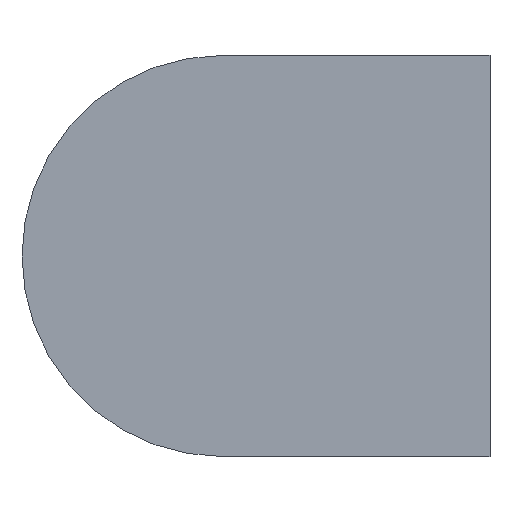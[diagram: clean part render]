
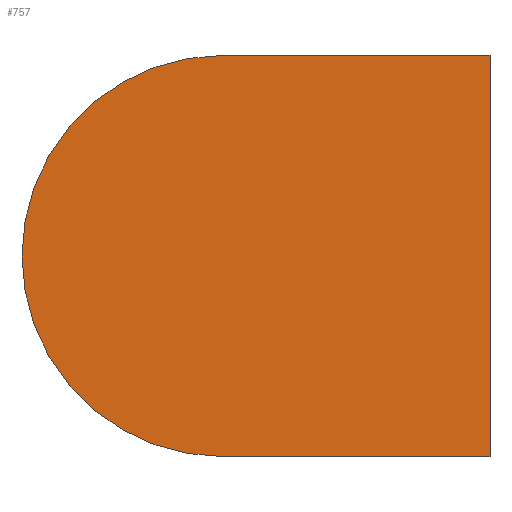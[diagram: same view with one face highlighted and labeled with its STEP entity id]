
A CAD part, left-side view. The second image highlights one B-rep face of the part: STEP entity #757.
In plain terms, the highlighted planar face has unit normal (-1, 0, 0).
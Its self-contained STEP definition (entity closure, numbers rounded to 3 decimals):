
#63=PLANE('',#878);
#100=FACE_OUTER_BOUND('',#148,.T.);
#148=EDGE_LOOP('',(#590,#591,#592,#593));
#202=LINE('',#1291,#258);
#204=LINE('',#1295,#260);
#205=LINE('',#1298,#261);
#258=VECTOR('',#1041,10.);
#260=VECTOR('',#1045,10.);
#261=VECTOR('',#1048,10.);
#318=CIRCLE('',#879,30.);
#370=VERTEX_POINT('',#1288);
#371=VERTEX_POINT('',#1290);
#372=VERTEX_POINT('',#1294);
#373=VERTEX_POINT('',#1296);
#452=EDGE_CURVE('',#371,#370,#202,.T.);
#454=EDGE_CURVE('',#372,#371,#204,.T.);
#455=EDGE_CURVE('',#370,#373,#318,.T.);
#456=EDGE_CURVE('',#373,#372,#205,.T.);
#590=ORIENTED_EDGE('',*,*,#454,.T.);
#591=ORIENTED_EDGE('',*,*,#452,.T.);
#592=ORIENTED_EDGE('',*,*,#455,.T.);
#593=ORIENTED_EDGE('',*,*,#456,.T.);
#757=ADVANCED_FACE('',(#100),#63,.T.);
#878=AXIS2_PLACEMENT_3D('',#1293,#1043,#1044);
#879=AXIS2_PLACEMENT_3D('',#1297,#1046,#1047);
#1041=DIRECTION('',(0.,1.,0.));
#1043=DIRECTION('center_axis',(-1.,0.,0.));
#1044=DIRECTION('ref_axis',(0.,-1.,0.));
#1045=DIRECTION('',(0.,0.,1.));
#1046=DIRECTION('center_axis',(-1.,0.,0.));
#1047=DIRECTION('ref_axis',(0.,-1.,0.));
#1048=DIRECTION('',(0.,-1.,0.));
#1288=CARTESIAN_POINT('',(-45.,0.,30.));
#1290=CARTESIAN_POINT('',(-45.,-40.,30.));
#1291=CARTESIAN_POINT('',(-45.,-100.,30.));
#1293=CARTESIAN_POINT('Origin',(-45.,-35.,0.));
#1294=CARTESIAN_POINT('',(-45.,-40.,-30.));
#1295=CARTESIAN_POINT('',(-45.,-40.,15.));
#1296=CARTESIAN_POINT('',(-45.,0.,-30.));
#1297=CARTESIAN_POINT('Origin',(-45.,0.,0.));
#1298=CARTESIAN_POINT('',(-45.,0.,-30.));
